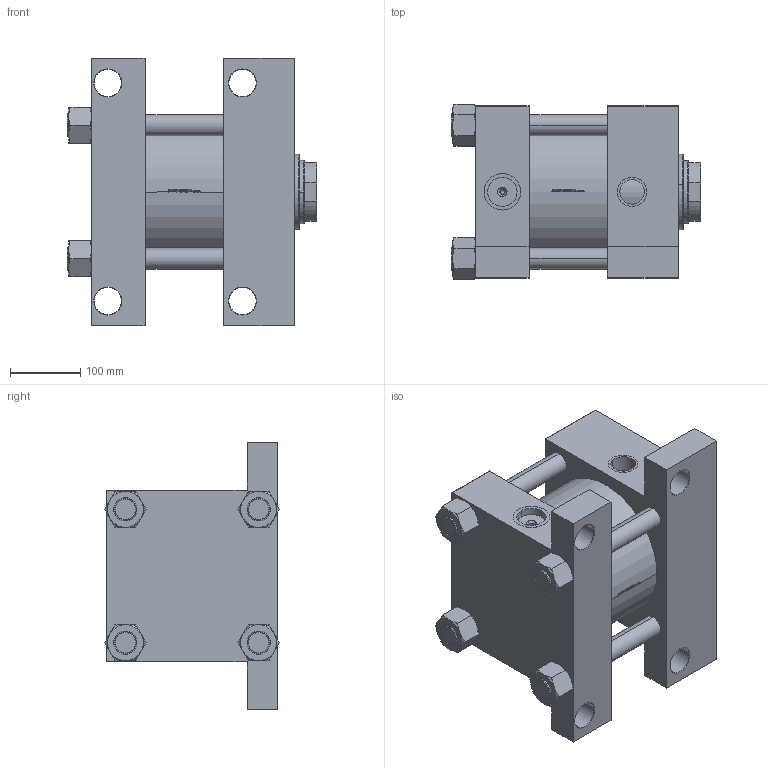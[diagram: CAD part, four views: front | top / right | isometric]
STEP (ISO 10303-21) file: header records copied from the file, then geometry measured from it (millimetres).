
FILE_DESCRIPTION (( 'STEP AP203' ), '1' );
FILE_NAME ('656e.STEP', '2022-09-05T12:35:16', ( '' ), ( '' ), 'SwSTEP 2.0', 'SolidWorks 2019', '' );
FILE_SCHEMA (( 'CONFIG_CONTROL_DESIGN' ));
Length unit declared in the file: millimetre
Products named in the file (6): V215CD_VC_G 480c4b930112814f61f51ade640006f7; V215CD_G_Body 480c4b930112814f61f51ade640006f7; V215CD_G_TYCINKA 480c4b930112814f61f51ade640006f7; 656e; V215CD_NUT_M5_G 480c4b930112814f61f51ade640006f7; V215CD_VCP_G 480c4b930112814f61f51ade640006f7
Assembly tree (11 placements, depth 2):
  656e
    V215CD_G_Body 480c4b930112814f61f51ade640006f7
    V215CD_VC_G 480c4b930112814f61f51ade640006f7
    V215CD_VCP_G 480c4b930112814f61f51ade640006f7
    V215CD_G_TYCINKA 480c4b930112814f61f51ade640006f7  x4
    V215CD_NUT_M5_G 480c4b930112814f61f51ade640006f7  x4
Bounding box: 356 x 249.44 x 381 mm (x, y, z)
Volume: 14404179 mm3; surface area: 1109128 mm2
Topology: 11 solids, 11 shells, 1135 faces, 2916 edges, 1885 vertices
Faces by surface type: plane 478, bspline 380, cone 144, cylinder 125, torus 8
Entity records: 48008 total; most frequent: CARTESIAN_POINT 26025, ORIENTED_EDGE 5096, DIRECTION 3108, EDGE_CURVE 2548, VERTEX_POINT 1663, VECTOR 1316, LINE 1316, EDGE_LOOP 1081
